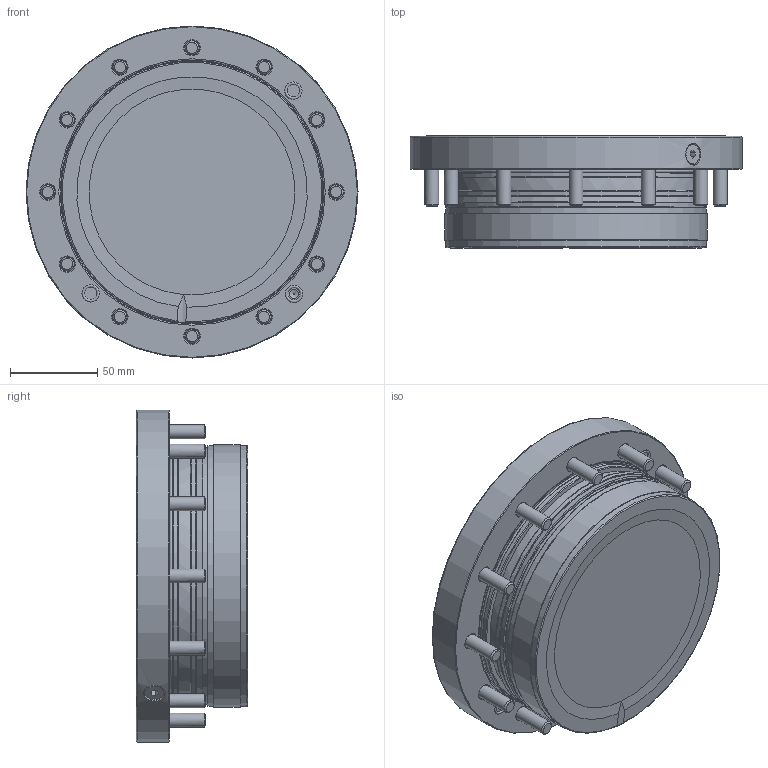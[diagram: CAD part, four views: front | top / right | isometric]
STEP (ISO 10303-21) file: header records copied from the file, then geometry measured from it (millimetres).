
FILE_DESCRIPTION (( 'STEP AP214' ), '1' );
FILE_NAME ('STARK_807 212_B.STEP', '2021-06-15T11:41:48', ( '' ), ( '' ), 'SwSTEP 2.0', 'SolidWorks 2019', '' );
FILE_SCHEMA (( 'AUTOMOTIVE_DESIGN' ));
Length unit declared in the file: millimetre
Products named in the file (1): STARK_807 212_B
Bounding box: 190 x 64 x 190 mm (x, y, z)
Volume: 1246976.3 mm3; surface area: 118361.2 mm2
Topology: 1 solids, 31 shells, 439 faces, 945 edges, 619 vertices
Faces by surface type: cylinder 181, plane 148, cone 56, torus 27, sphere 24, bspline 3
Full cylindrical faces by diameter (mm): 1 x1, 2.5 x2, 5 x1, 7.778 x1, 8 x12, 8.2 x12, 8.5 x12, 10 x3, 12 x2, 12.5 x2, 15 x12, 36.6 x2, 37 x1, 41.515 x1, 48 x1, 65 x1, 143.73 x3, 147 x1, 149.7 x3, 150 x2, 190 x1
Entity records: 17270 total; most frequent: CARTESIAN_POINT 5326, DIRECTION 1835, ORIENTED_EDGE 1358, AXIS2_PLACEMENT_3D 832, EDGE_LOOP 693, EDGE_CURVE 679, VERTEX_POINT 530, FACE_OUTER_BOUND 526
